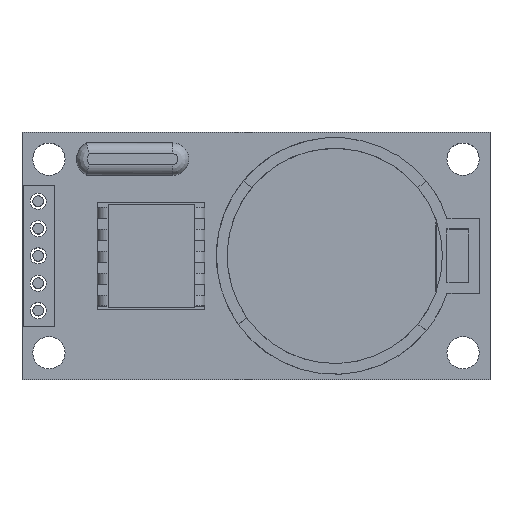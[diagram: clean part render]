
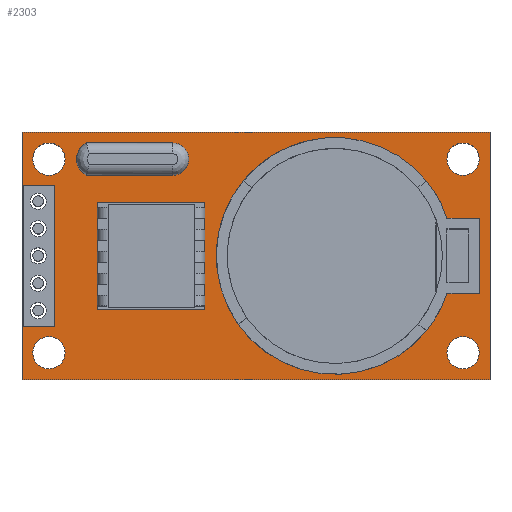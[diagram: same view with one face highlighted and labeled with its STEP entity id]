
A CAD part, top view. The second image highlights one B-rep face of the part: STEP entity #2303.
In plain terms, the highlighted planar face has unit normal (0, 0, 1).
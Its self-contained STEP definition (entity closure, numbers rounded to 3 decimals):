
#20=LINE($,#3217,#228);
#23=LINE($,#3223,#231);
#26=LINE($,#3240,#234);
#63=LINE($,#3335,#271);
#88=LINE($,#3390,#296);
#136=LINE($,#3504,#344);
#142=LINE($,#3587,#350);
#170=LINE($,#3659,#378);
#173=LINE($,#3666,#381);
#207=LINE($,#3756,#415);
#208=LINE($,#3760,#416);
#210=LINE($,#3764,#418);
#212=LINE($,#3767,#420);
#215=LINE($,#3795,#423);
#218=LINE($,#3801,#426);
#220=LINE($,#3805,#428);
#224=LINE($,#3811,#432);
#228=VECTOR($,#2606,13.16);
#231=VECTOR($,#2611,2.9);
#234=VECTOR($,#2628,2.9);
#271=VECTOR($,#2707,10.);
#296=VECTOR($,#2740,10.);
#344=VECTOR($,#2856,13.16);
#350=VECTOR($,#2880,8.);
#378=VECTOR($,#2964,8.);
#381=VECTOR($,#2975,10.);
#415=VECTOR($,#3061,10.);
#416=VECTOR($,#3066,3.);
#418=VECTOR($,#3070,7.);
#420=VECTOR($,#3074,3.);
#423=VECTOR($,#3103,23.);
#426=VECTOR($,#3108,43.5);
#428=VECTOR($,#3112,23.);
#432=VECTOR($,#3118,43.5);
#517=PLANE($,#2523);
#559=FACE_BOUND($,#849,.T.);
#560=FACE_BOUND($,#850,.T.);
#561=FACE_BOUND($,#851,.T.);
#562=FACE_BOUND($,#852,.T.);
#563=FACE_BOUND($,#853,.T.);
#564=FACE_BOUND($,#854,.T.);
#565=FACE_BOUND($,#855,.T.);
#566=FACE_BOUND($,#856,.T.);
#567=FACE_BOUND($,#857,.T.);
#849=EDGE_LOOP($,(#1976,#1977,#1978,#1979));
#850=EDGE_LOOP($,(#1980,#1981,#1982,#1983));
#851=EDGE_LOOP($,(#1984,#1985,#1986,#1987));
#852=EDGE_LOOP($,(#1988,#1989,#1990,#1991));
#853=EDGE_LOOP($,(#1992,#1993,#1994,#1995));
#854=EDGE_LOOP($,(#1996));
#855=EDGE_LOOP($,(#1997));
#856=EDGE_LOOP($,(#1998));
#857=EDGE_LOOP($,(#1999));
#920=CIRCLE($,#2445,1.665);
#926=CIRCLE($,#2470,1.5);
#936=CIRCLE($,#2494,11.);
#937=CIRCLE($,#2507,1.5);
#939=CIRCLE($,#2510,1.5);
#941=CIRCLE($,#2513,1.5);
#943=CIRCLE($,#2516,1.5);
#966=VERTEX_POINT($,#3211);
#968=VERTEX_POINT($,#3215);
#970=VERTEX_POINT($,#3221);
#977=VERTEX_POINT($,#3239);
#1013=VERTEX_POINT($,#3332);
#1014=VERTEX_POINT($,#3334);
#1039=VERTEX_POINT($,#3387);
#1040=VERTEX_POINT($,#3389);
#1081=VERTEX_POINT($,#3584);
#1082=VERTEX_POINT($,#3586);
#1083=VERTEX_POINT($,#3590);
#1098=VERTEX_POINT($,#3655);
#1123=VERTEX_POINT($,#3732);
#1124=VERTEX_POINT($,#3734);
#1129=VERTEX_POINT($,#3759);
#1130=VERTEX_POINT($,#3763);
#1131=VERTEX_POINT($,#3769);
#1133=VERTEX_POINT($,#3774);
#1135=VERTEX_POINT($,#3779);
#1137=VERTEX_POINT($,#3784);
#1141=VERTEX_POINT($,#3792);
#1142=VERTEX_POINT($,#3794);
#1144=VERTEX_POINT($,#3800);
#1145=VERTEX_POINT($,#3804);
#1170=EDGE_CURVE($,#966,#968,#20,.T.);
#1173=EDGE_CURVE($,#968,#970,#23,.T.);
#1181=EDGE_CURVE($,#977,#966,#26,.T.);
#1228=EDGE_CURVE($,#1014,#1013,#63,.T.);
#1255=EDGE_CURVE($,#1040,#1039,#88,.T.);
#1312=EDGE_CURVE($,#970,#977,#136,.T.);
#1326=EDGE_CURVE($,#1082,#1081,#142,.T.);
#1329=EDGE_CURVE($,#1081,#1083,#920,.T.);
#1359=EDGE_CURVE($,#1098,#1082,#926,.T.);
#1361=EDGE_CURVE($,#1083,#1098,#170,.T.);
#1364=EDGE_CURVE($,#1039,#1014,#173,.T.);
#1398=EDGE_CURVE($,#1124,#1123,#936,.T.);
#1408=EDGE_CURVE($,#1013,#1040,#207,.T.);
#1409=EDGE_CURVE($,#1123,#1129,#208,.T.);
#1411=EDGE_CURVE($,#1129,#1130,#210,.T.);
#1413=EDGE_CURVE($,#1130,#1124,#212,.T.);
#1414=EDGE_CURVE($,#1131,#1131,#937,.T.);
#1416=EDGE_CURVE($,#1133,#1133,#939,.T.);
#1418=EDGE_CURVE($,#1135,#1135,#941,.T.);
#1420=EDGE_CURVE($,#1137,#1137,#943,.T.);
#1424=EDGE_CURVE($,#1142,#1141,#215,.T.);
#1427=EDGE_CURVE($,#1144,#1142,#218,.T.);
#1429=EDGE_CURVE($,#1145,#1144,#220,.T.);
#1433=EDGE_CURVE($,#1141,#1145,#224,.T.);
#1976=ORIENTED_EDGE($,*,*,#1173,.T.);
#1977=ORIENTED_EDGE($,*,*,#1312,.T.);
#1978=ORIENTED_EDGE($,*,*,#1181,.T.);
#1979=ORIENTED_EDGE($,*,*,#1170,.T.);
#1980=ORIENTED_EDGE($,*,*,#1429,.T.);
#1981=ORIENTED_EDGE($,*,*,#1427,.T.);
#1982=ORIENTED_EDGE($,*,*,#1424,.T.);
#1983=ORIENTED_EDGE($,*,*,#1433,.T.);
#1984=ORIENTED_EDGE($,*,*,#1359,.T.);
#1985=ORIENTED_EDGE($,*,*,#1326,.T.);
#1986=ORIENTED_EDGE($,*,*,#1329,.T.);
#1987=ORIENTED_EDGE($,*,*,#1361,.T.);
#1988=ORIENTED_EDGE($,*,*,#1228,.T.);
#1989=ORIENTED_EDGE($,*,*,#1408,.T.);
#1990=ORIENTED_EDGE($,*,*,#1255,.T.);
#1991=ORIENTED_EDGE($,*,*,#1364,.T.);
#1992=ORIENTED_EDGE($,*,*,#1409,.T.);
#1993=ORIENTED_EDGE($,*,*,#1411,.T.);
#1994=ORIENTED_EDGE($,*,*,#1413,.T.);
#1995=ORIENTED_EDGE($,*,*,#1398,.T.);
#1996=ORIENTED_EDGE($,*,*,#1414,.T.);
#1997=ORIENTED_EDGE($,*,*,#1416,.T.);
#1998=ORIENTED_EDGE($,*,*,#1418,.T.);
#1999=ORIENTED_EDGE($,*,*,#1420,.T.);
#2303=ADVANCED_FACE($,(#559,#560,#561,#562,#563,#564,#565,#566,#567),#517,
 .T.);
#2445=AXIS2_PLACEMENT_3D($,#3592,#2885,#2886);
#2470=AXIS2_PLACEMENT_3D($,#3656,#2959,#2960);
#2494=AXIS2_PLACEMENT_3D($,#3735,#3036,#3037);
#2507=AXIS2_PLACEMENT_3D($,#3770,#3077,#3078);
#2510=AXIS2_PLACEMENT_3D($,#3775,#3083,#3084);
#2513=AXIS2_PLACEMENT_3D($,#3780,#3089,#3090);
#2516=AXIS2_PLACEMENT_3D($,#3785,#3095,#3096);
#2523=AXIS2_PLACEMENT_3D($,#3813,#3121,#3122);
#2606=DIRECTION($,(0.,1.,0.));
#2611=DIRECTION($,(1.,0.,0.));
#2628=DIRECTION($,(-1.,0.,0.));
#2707=DIRECTION($,(0.,-1.,0.));
#2740=DIRECTION($,(0.,1.,0.));
#2856=DIRECTION($,(0.,-1.,0.));
#2880=DIRECTION($,(-1.,0.,0.));
#2885=DIRECTION('center_axis',(0.,0.,-1.));
#2886=DIRECTION('ref_axis',(0.434,-0.901,0.));
#2959=DIRECTION('center_axis',(0.,0.,-1.));
#2960=DIRECTION('ref_axis',(0.,1.,0.));
#2964=DIRECTION($,(1.,0.,0.));
#2975=DIRECTION($,(1.,0.,0.));
#3036=DIRECTION('center_axis',(0.,0.,-1.));
#3037=DIRECTION('ref_axis',(0.948,0.318,0.));
#3061=DIRECTION($,(-1.,0.,0.));
#3066=DIRECTION($,(1.,0.,0.));
#3070=DIRECTION($,(0.,-1.,0.));
#3074=DIRECTION($,(-1.,0.,0.));
#3077=DIRECTION('center_axis',(0.,0.,-1.));
#3078=DIRECTION('ref_axis',(-1.,0.,0.));
#3083=DIRECTION('center_axis',(0.,0.,-1.));
#3084=DIRECTION('ref_axis',(-1.,0.,0.));
#3089=DIRECTION('center_axis',(0.,0.,-1.));
#3090=DIRECTION('ref_axis',(-1.,0.,0.));
#3095=DIRECTION('center_axis',(0.,0.,-1.));
#3096=DIRECTION('ref_axis',(-1.,0.,0.));
#3103=DIRECTION($,(0.,1.,0.));
#3108=DIRECTION($,(1.,0.,0.));
#3112=DIRECTION($,(0.,-1.,0.));
#3118=DIRECTION($,(-1.,0.,0.));
#3121=DIRECTION('center_axis',(0.,0.,1.));
#3122=DIRECTION('ref_axis',(1.,0.,0.));
#3211=CARTESIAN_POINT('',(-21.65,-6.58,1.7));
#3215=CARTESIAN_POINT('',(-21.65,6.58,1.7));
#3217=CARTESIAN_POINT($,(-21.65,6.58,1.7));
#3221=CARTESIAN_POINT('',(-18.75,6.58,1.7));
#3223=CARTESIAN_POINT($,(-9.375,6.58,1.7));
#3239=CARTESIAN_POINT('',(-18.75,-6.58,1.7));
#3240=CARTESIAN_POINT($,(-10.875,-6.58,1.7));
#3332=CARTESIAN_POINT('',(-4.75,-5.,1.7));
#3334=CARTESIAN_POINT('',(-4.75,5.,1.7));
#3335=CARTESIAN_POINT($,(-4.75,-2.5,1.7));
#3387=CARTESIAN_POINT('',(-14.75,5.,1.7));
#3389=CARTESIAN_POINT('',(-14.75,-5.,1.7));
#3390=CARTESIAN_POINT($,(-14.75,2.5,1.7));
#3504=CARTESIAN_POINT($,(-18.75,-3.29,1.7));
#3584=CARTESIAN_POINT('',(-15.75,7.5,1.7));
#3586=CARTESIAN_POINT('',(-7.75,7.5,1.7));
#3587=CARTESIAN_POINT($,(-7.875,7.5,1.7));
#3590=CARTESIAN_POINT('',(-15.75,10.5,1.7));
#3592=CARTESIAN_POINT('Origin',(-15.028,9.,1.7));
#3655=CARTESIAN_POINT('',(-7.75,10.5,1.7));
#3656=CARTESIAN_POINT('Origin',(-7.75,9.,1.7));
#3659=CARTESIAN_POINT($,(-3.875,10.5,1.7));
#3666=CARTESIAN_POINT($,(-2.375,5.,1.7));
#3732=CARTESIAN_POINT('',(17.75,3.5,1.7));
#3734=CARTESIAN_POINT('',(17.75,-3.5,1.7));
#3735=CARTESIAN_POINT('Origin',(7.322,0.,
1.7));
#3756=CARTESIAN_POINT($,(-7.375,-5.,1.7));
#3759=CARTESIAN_POINT('',(20.75,3.5,1.7));
#3760=CARTESIAN_POINT($,(10.375,3.5,1.7));
#3763=CARTESIAN_POINT('',(20.75,-3.5,1.7));
#3764=CARTESIAN_POINT($,(20.75,-1.75,1.7));
#3767=CARTESIAN_POINT($,(8.875,-3.5,1.7));
#3769=CARTESIAN_POINT('',(20.75,-9.,1.7));
#3770=CARTESIAN_POINT('Origin',(19.25,-9.,1.7));
#3774=CARTESIAN_POINT('',(-17.75,-9.,1.7));
#3775=CARTESIAN_POINT('Origin',(-19.25,-9.,1.7));
#3779=CARTESIAN_POINT('',(20.75,9.,1.7));
#3780=CARTESIAN_POINT('Origin',(19.25,9.,1.7));
#3784=CARTESIAN_POINT('',(-17.75,9.,1.7));
#3785=CARTESIAN_POINT('Origin',(-19.25,9.,1.7));
#3792=CARTESIAN_POINT('',(21.75,11.5,1.7));
#3794=CARTESIAN_POINT('',(21.75,-11.5,1.7));
#3795=CARTESIAN_POINT($,(21.75,11.5,1.7));
#3800=CARTESIAN_POINT('',(-21.75,-11.5,1.7));
#3801=CARTESIAN_POINT($,(21.75,-11.5,1.7));
#3804=CARTESIAN_POINT('',(-21.75,11.5,1.7));
#3805=CARTESIAN_POINT($,(-21.75,-11.5,1.7));
#3811=CARTESIAN_POINT($,(-21.75,11.5,1.7));
#3813=CARTESIAN_POINT('Origin',(0.,0.,
1.7));
